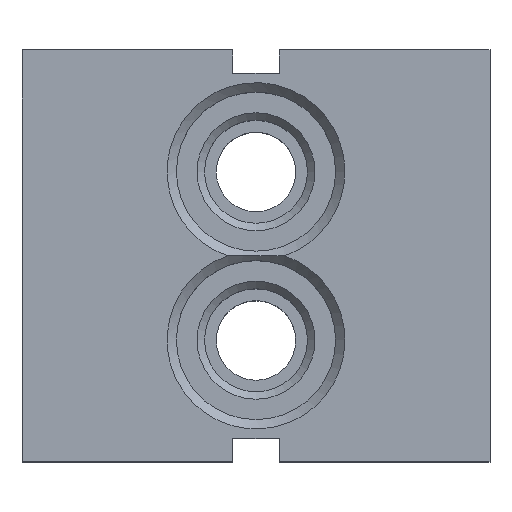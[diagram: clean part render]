
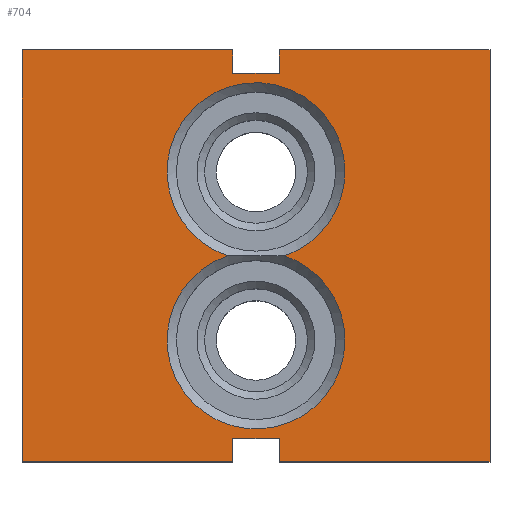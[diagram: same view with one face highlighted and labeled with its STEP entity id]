
A CAD part, top view. The second image highlights one B-rep face of the part: STEP entity #704.
In plain terms, the highlighted planar face has unit normal (0, 0, 1).
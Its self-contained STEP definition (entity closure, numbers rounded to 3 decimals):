
#704 = ADVANCED_FACE( '', ( #1462, #1463 ), #1464, .T. );
#1462 = FACE_BOUND( '', #2249, .T. );
#1463 = FACE_OUTER_BOUND( '', #2250, .T. );
#1464 = PLANE( '', #2251 );
#2249 = EDGE_LOOP( '', ( #4162, #4163 ) );
#2250 = EDGE_LOOP( '', ( #4164, #4165, #4166, #4167, #4168, #4169, #4170, #4171, #4172, #4173, #4174, #4175 ) );
#2251 = AXIS2_PLACEMENT_3D( '', #4176, #4177, #4178 );
#4162 = ORIENTED_EDGE( '', *, *, #4764, .T. );
#4163 = ORIENTED_EDGE( '', *, *, #4947, .T. );
#4164 = ORIENTED_EDGE( '', *, *, #5357, .F. );
#4165 = ORIENTED_EDGE( '', *, *, #5468, .F. );
#4166 = ORIENTED_EDGE( '', *, *, #4923, .F. );
#4167 = ORIENTED_EDGE( '', *, *, #5548, .T. );
#4168 = ORIENTED_EDGE( '', *, *, #5488, .T. );
#4169 = ORIENTED_EDGE( '', *, *, #5172, .T. );
#4170 = ORIENTED_EDGE( '', *, *, #5220, .F. );
#4171 = ORIENTED_EDGE( '', *, *, #4968, .F. );
#4172 = ORIENTED_EDGE( '', *, *, #4934, .F. );
#4173 = ORIENTED_EDGE( '', *, *, #5466, .T. );
#4174 = ORIENTED_EDGE( '', *, *, #5515, .T. );
#4175 = ORIENTED_EDGE( '', *, *, #5314, .T. );
#4176 = CARTESIAN_POINT( '', ( -25., -22., 25. ) );
#4177 = DIRECTION( '', ( 0., 0., 1. ) );
#4178 = DIRECTION( '', ( 1., 0., 0. ) );
#4764 = EDGE_CURVE( '', #5717, #5716, #5719, .F. );
#4923 = EDGE_CURVE( '', #6004, #6000, #6006, .T. );
#4934 = EDGE_CURVE( '', #6021, #6017, #6023, .T. );
#4947 = EDGE_CURVE( '', #5716, #5717, #6045, .F. );
#4968 = EDGE_CURVE( '', #6017, #6077, #6080, .T. );
#5172 = EDGE_CURVE( '', #6410, #6415, #6417, .T. );
#5220 = EDGE_CURVE( '', #6077, #6415, #6485, .T. );
#5314 = EDGE_CURVE( '', #6609, #6614, #6616, .T. );
#5357 = EDGE_CURVE( '', #6672, #6614, #6674, .T. );
#5466 = EDGE_CURVE( '', #6021, #6816, #6818, .T. );
#5468 = EDGE_CURVE( '', #6000, #6672, #6820, .T. );
#5488 = EDGE_CURVE( '', #6843, #6410, #6844, .T. );
#5515 = EDGE_CURVE( '', #6816, #6609, #6875, .T. );
#5548 = EDGE_CURVE( '', #6004, #6843, #6912, .T. );
#5716 = VERTEX_POINT( '', #7130 );
#5717 = VERTEX_POINT( '', #7131 );
#5719 = CIRCLE( '', #7142, 9.5 );
#6000 = VERTEX_POINT( '', #7553 );
#6004 = VERTEX_POINT( '', #7559 );
#6006 = LINE( '', #7562, #7563 );
#6017 = VERTEX_POINT( '', #7577 );
#6021 = VERTEX_POINT( '', #7583 );
#6023 = LINE( '', #7586, #7587 );
#6045 = CIRCLE( '', #7617, 9.5 );
#6077 = VERTEX_POINT( '', #7687 );
#6080 = LINE( '', #7692, #7693 );
#6410 = VERTEX_POINT( '', #8224 );
#6415 = VERTEX_POINT( '', #8231 );
#6417 = LINE( '', #8234, #8235 );
#6485 = LINE( '', #8329, #8330 );
#6609 = VERTEX_POINT( '', #8510 );
#6614 = VERTEX_POINT( '', #8517 );
#6616 = LINE( '', #8520, #8521 );
#6672 = VERTEX_POINT( '', #8618 );
#6674 = LINE( '', #8621, #8622 );
#6816 = VERTEX_POINT( '', #8870 );
#6818 = LINE( '', #8873, #8874 );
#6820 = LINE( '', #8876, #8877 );
#6843 = VERTEX_POINT( '', #8911 );
#6844 = LINE( '', #8912, #8913 );
#6875 = LINE( '', #8959, #8960 );
#6912 = LINE( '', #9038, #9039 );
#7130 = CARTESIAN_POINT( '', ( -3.041, 0., 25. ) );
#7131 = CARTESIAN_POINT( '', ( 3.041, 0., 25. ) );
#7142 = AXIS2_PLACEMENT_3D( '', #9225, #9226, #9227 );
#7553 = CARTESIAN_POINT( '', ( 2.5, -19.5, 25. ) );
#7559 = CARTESIAN_POINT( '', ( 2.5, -22., 25. ) );
#7562 = CARTESIAN_POINT( '', ( 2.5, -22., 25. ) );
#7563 = VECTOR( '', #9382, 1000. );
#7577 = CARTESIAN_POINT( '', ( -2.5, 19.5, 25. ) );
#7583 = CARTESIAN_POINT( '', ( -2.5, 22., 25. ) );
#7586 = CARTESIAN_POINT( '', ( -2.5, 22., 25. ) );
#7587 = VECTOR( '', #9392, 1000. );
#7617 = AXIS2_PLACEMENT_3D( '', #9404, #9405, #9406 );
#7687 = CARTESIAN_POINT( '', ( 2.5, 19.5, 25. ) );
#7692 = CARTESIAN_POINT( '', ( -2.5, 19.5, 25. ) );
#7693 = VECTOR( '', #9425, 1000. );
#8224 = CARTESIAN_POINT( '', ( 25., 22., 25. ) );
#8231 = CARTESIAN_POINT( '', ( 2.5, 22., 25. ) );
#8234 = CARTESIAN_POINT( '', ( 25., 22., 25. ) );
#8235 = VECTOR( '', #9608, 1000. );
#8329 = CARTESIAN_POINT( '', ( 2.5, 19.5, 25. ) );
#8330 = VECTOR( '', #9656, 1000. );
#8510 = CARTESIAN_POINT( '', ( -25., -22., 25. ) );
#8517 = CARTESIAN_POINT( '', ( -2.5, -22., 25. ) );
#8520 = CARTESIAN_POINT( '', ( -25., -22., 25. ) );
#8521 = VECTOR( '', #9728, 1000. );
#8618 = CARTESIAN_POINT( '', ( -2.5, -19.5, 25. ) );
#8621 = CARTESIAN_POINT( '', ( -2.5, -19.5, 25. ) );
#8622 = VECTOR( '', #9759, 1000. );
#8870 = CARTESIAN_POINT( '', ( -25., 22., 25. ) );
#8873 = CARTESIAN_POINT( '', ( 25., 22., 25. ) );
#8874 = VECTOR( '', #9842, 1000. );
#8876 = CARTESIAN_POINT( '', ( 2.5, -19.5, 25. ) );
#8877 = VECTOR( '', #9843, 1000. );
#8911 = CARTESIAN_POINT( '', ( 25., -22., 25. ) );
#8912 = CARTESIAN_POINT( '', ( 25., -22., 25. ) );
#8913 = VECTOR( '', #9855, 1000. );
#8959 = CARTESIAN_POINT( '', ( -25., 22., 25. ) );
#8960 = VECTOR( '', #9871, 1000. );
#9038 = CARTESIAN_POINT( '', ( -25., -22., 25. ) );
#9039 = VECTOR( '', #9888, 1000. );
#9225 = CARTESIAN_POINT( '', ( 0., -9., 25. ) );
#9226 = DIRECTION( '', ( 0., 0., 1. ) );
#9227 = DIRECTION( '', ( 1., 0., 0. ) );
#9382 = DIRECTION( '', ( 0., 1., 0. ) );
#9392 = DIRECTION( '', ( 0., -1., 0. ) );
#9404 = CARTESIAN_POINT( '', ( 0., 9., 25. ) );
#9405 = DIRECTION( '', ( 0., 0., 1. ) );
#9406 = DIRECTION( '', ( 1., 0., 0. ) );
#9425 = DIRECTION( '', ( 1., 0., 0. ) );
#9608 = DIRECTION( '', ( -1., 0., 0. ) );
#9656 = DIRECTION( '', ( 0., 1., 0. ) );
#9728 = DIRECTION( '', ( 1., 0., 0. ) );
#9759 = DIRECTION( '', ( 0., -1., 0. ) );
#9842 = DIRECTION( '', ( -1., 0., 0. ) );
#9843 = DIRECTION( '', ( -1., 0., 0. ) );
#9855 = DIRECTION( '', ( 0., 1., 0. ) );
#9871 = DIRECTION( '', ( 0., -1., 0. ) );
#9888 = DIRECTION( '', ( 1., 0., 0. ) );
